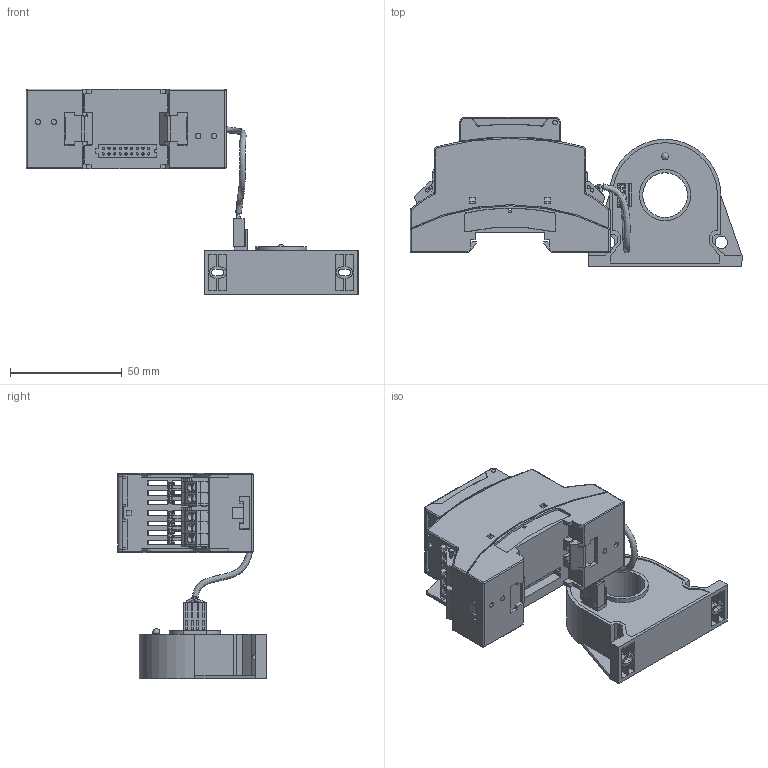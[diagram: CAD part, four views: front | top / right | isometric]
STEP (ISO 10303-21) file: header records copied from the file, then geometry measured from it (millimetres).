
FILE_DESCRIPTION(/* description */ (''),/* implementation_level */ '2;1');
FILE_NAME(/* name */ 'IsoBlock I-ZF-200-2.stp',/* time_stamp */ '2019-06-04T23:31:08+03:00',/* author */ ('GG'),/* organization */ (''),/* preprocessor_version */ 'ST-DEVELOPER v16.13',/* originating_system */ 'Autodesk Inventor 2018',/* authorisation */ '');
FILE_SCHEMA (('AUTOMOTIVE_DESIGN { 1 0 10303 214 3 1 1 }'));
Products named in the file (40): IsoBlock I-ZF-200-2; BC 2TE; 2896254; BC_35.6_GEH-UT_HBUS_H.Select; Fussriegel_14.4_L30_Sperr_H.Select.1; 2896047; BC_35.6_GEH-OT_U22_H.Select; BC_35.6_DKL_R_H.Select; STEP-691414720003B-rev1; I-ZF PCB; Board_I-ZF_PCB; STEP-691414720002B-rev111; Solid1_3; Solid2_3; Solid3_3; Solid4_3; Solid5_3; Solid6_3; Solid7_3; Solid8_3; Solid9_3; STEP-691414720004B; Solid1_2; Solid2_2; Solid3_2; Solid4_2; Solid5_2; Solid6_2; Solid7_2; Solid8_2; Solid9_2; Solid10; Solid11; Solid12; Solid13; CTI200-2; SensorConnector; 022012047; IsoBlock I-ZF-100.Harness2; IsoBlock I-ZF-100.Harness2_1
Assembly tree (57 placements, depth 4):
  IsoBlock I-ZF-200-2
    BC 2TE
      2896254
        BC_35.6_GEH-UT_HBUS_H.Select
        Fussriegel_14.4_L30_Sperr_H.Select.1  x2
      2896047
        BC_35.6_GEH-OT_U22_H.Select
      BC_35.6_DKL_R_H.Select
    STEP-691414720003B-rev1
      Solid1_2
      Solid2_2
      Solid3_2
      Solid4_2
      Solid5_2
      Solid6_2
      Solid7_2
      Solid8_2
      Solid9_2
      Solid10
      Solid11
      Solid12
      Solid13
    I-ZF PCB
      Board_I-ZF_PCB
    STEP-691414720002B-rev111
      Solid1_3
      Solid2_3
      Solid3_3
      Solid4_3
      Solid5_3
      Solid6_3
      Solid7_3
      Solid8_3
      Solid9_3
    STEP-691414720004B
      Solid1_2
      Solid2_2
      Solid3_2
      Solid4_2
      Solid5_2
      Solid6_2
      Solid7_2
      Solid8_2
      Solid9_2
      Solid10  x2
      Solid11  x2
      Solid12  x2
      Solid13  x2
    CTI200-2
    SensorConnector
      022012047
    IsoBlock I-ZF-100.Harness2
      IsoBlock I-ZF-100.Harness2_1
Bounding box: 148.87 x 66.66 x 92.2 mm (x, y, z)
Volume: 87251.7 mm3; surface area: 80782.2 mm2
Topology: 47 solids, 56 shells, 3293 faces, 9072 edges, 5933 vertices
Faces by surface type: plane 2542, cylinder 672, bspline 27, cone 23, torus 20, sphere 9
Full cylindrical faces by diameter (mm): 0.406 x3, 0.457 x46, 0.711 x3, 0.775 x14, 0.813 x2, 1 x18, 1.168 x18, 1.2 x21, 1.25 x21, 1.4 x30, 1.6 x42, 2 x4, 2.4 x6, 3 x1, 4.2 x2, 5.5 x2, 20 x1, 23 x1
Entity records: 81540 total; most frequent: CARTESIAN_POINT 16115, ORIENTED_EDGE 12862, DIRECTION 12330, EDGE_CURVE 6440, LINE 5368, VECTOR 5368, VERTEX_POINT 4330, AXIS2_PLACEMENT_3D 3481
